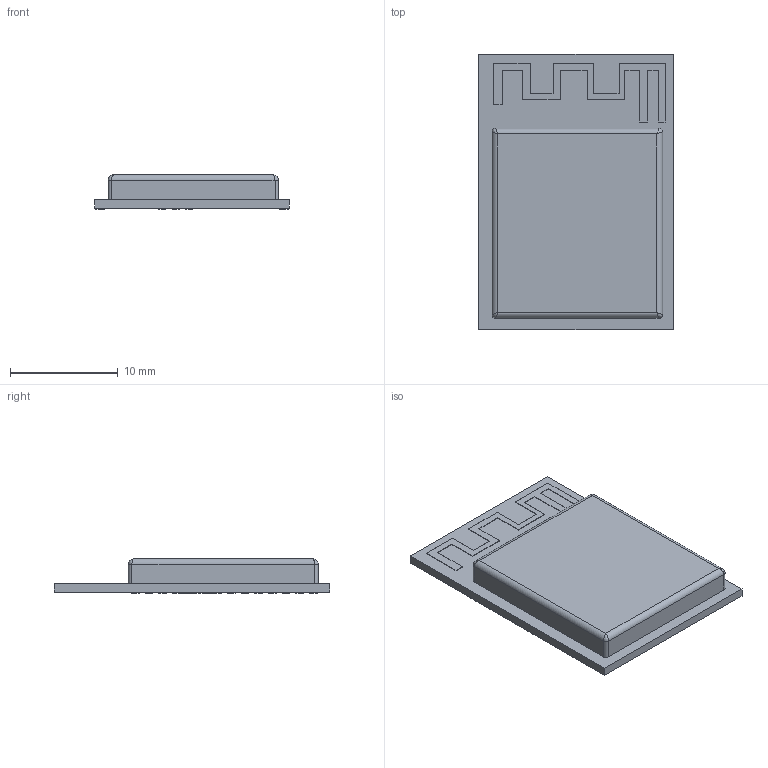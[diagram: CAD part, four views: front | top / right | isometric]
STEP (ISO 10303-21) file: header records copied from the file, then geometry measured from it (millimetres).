
FILE_DESCRIPTION(/* description */ ('Unknown'),/* implementation_level */ '2;1');
FILE_NAME(/* name */ 'ESP32-C6-MINI-1-N4',/* time_stamp */ '2023-07-05T07:19:40+02:00',/* author */ ('Unknown'),/* organization */ ('Unknown'),/* preprocessor_version */ 'ST-DEVELOPER v18.102',/* originating_system */ 'Solid Edge',/* authorisation */ 'Unknown');
FILE_SCHEMA (('AUTOMOTIVE_DESIGN {1 0 10303 214 3 1 1}'));
Length unit declared in the file: millimetre
Products named in the file (1): ESP32-C6-MINI-1-N4
Bounding box: 18 x 25.5 x 3.2 mm (x, y, z)
Volume: 1005.9 mm3; surface area: 1139.6 mm2
Topology: 1 solids, 1 shells, 237 faces, 580 edges, 380 vertices
Faces by surface type: plane 225, cylinder 8, bspline 4
Entity records: 8527 total; most frequent: CARTESIAN_POINT 1262, ORIENTED_EDGE 1152, DIRECTION 1060, EDGE_CURVE 576, LINE 560, VECTOR 560, VERTEX_POINT 380, EDGE_LOOP 276
